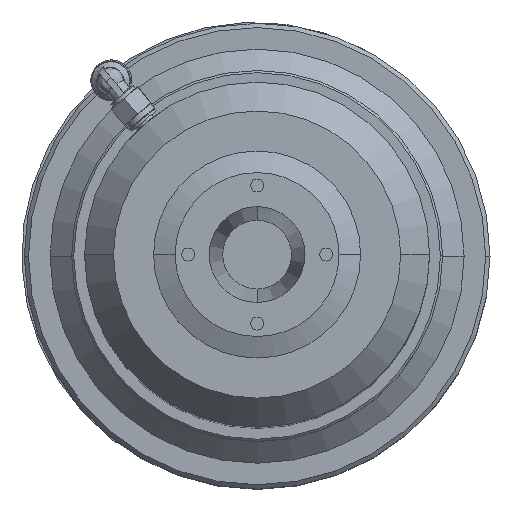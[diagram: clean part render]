
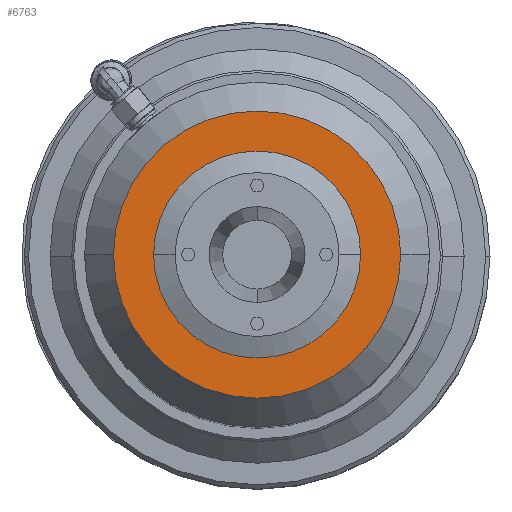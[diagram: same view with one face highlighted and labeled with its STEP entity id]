
A CAD part, top view. The second image highlights one B-rep face of the part: STEP entity #6763.
In plain terms, the highlighted face is planar.
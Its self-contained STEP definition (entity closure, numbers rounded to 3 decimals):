
#162 = DIRECTION ( 'NONE',  ( 0., 0., -1. ) ) ;
#653 = EDGE_LOOP ( 'NONE', ( #5794, #5466 ) ) ;
#679 = VERTEX_POINT ( 'NONE', #6594 ) ;
#955 = AXIS2_PLACEMENT_3D ( 'NONE', #1237, #10388, #9507 ) ;
#1237 = CARTESIAN_POINT ( 'NONE',  ( 5., 19.85, 0. ) ) ;
#1517 = CIRCLE ( 'NONE', #3545, 33.287 ) ;
#1634 = VERTEX_POINT ( 'NONE', #8259 ) ;
#2155 = CIRCLE ( 'NONE', #10904, 33.287 ) ;
#2191 = EDGE_LOOP ( 'NONE', ( #7382, #9083 ) ) ;
#2282 = EDGE_CURVE ( 'NONE', #2997, #679, #8364, .T. ) ;
#2350 = DIRECTION ( 'NONE',  ( 0., 0., -1. ) ) ;
#2997 = VERTEX_POINT ( 'NONE', #8252 ) ;
#3177 = DIRECTION ( 'NONE',  ( 0., 0., -1. ) ) ;
#3462 = VERTEX_POINT ( 'NONE', #8730 ) ;
#3545 = AXIS2_PLACEMENT_3D ( 'NONE', #6629, #9279, #162 ) ;
#4042 = AXIS2_PLACEMENT_3D ( 'NONE', #9780, #4396, #10698 ) ;
#4269 = FACE_OUTER_BOUND ( 'NONE', #2191, .T. ) ;
#4396 = DIRECTION ( 'NONE',  ( 1., 0., 0. ) ) ;
#5466 = ORIENTED_EDGE ( 'NONE', *, *, #2282, .T. ) ;
#5794 = ORIENTED_EDGE ( 'NONE', *, *, #11828, .T. ) ;
#5830 = CIRCLE ( 'NONE', #7905, 19.85 ) ;
#5888 = PLANE ( 'NONE',  #955 ) ;
#6594 = CARTESIAN_POINT ( 'NONE',  ( 5., 0., -19.85 ) ) ;
#6629 = CARTESIAN_POINT ( 'NONE',  ( 5., 0., 0. ) ) ;
#6763 = ADVANCED_FACE ( 'NONE', ( #9988, #4269 ), #5888, .T. ) ;
#7382 = ORIENTED_EDGE ( 'NONE', *, *, #7727, .F. ) ;
#7727 = EDGE_CURVE ( 'NONE', #1634, #3462, #1517, .T. ) ;
#7749 = CARTESIAN_POINT ( 'NONE',  ( 5., 0., 0. ) ) ;
#7885 = DIRECTION ( 'NONE',  ( 1., 0., 0. ) ) ;
#7905 = AXIS2_PLACEMENT_3D ( 'NONE', #10492, #7885, #2350 ) ;
#8252 = CARTESIAN_POINT ( 'NONE',  ( 5., 0., 19.85 ) ) ;
#8259 = CARTESIAN_POINT ( 'NONE',  ( 5., 0., -33.287 ) ) ;
#8364 = CIRCLE ( 'NONE', #4042, 19.85 ) ;
#8730 = CARTESIAN_POINT ( 'NONE',  ( 5., 0., 33.287 ) ) ;
#9083 = ORIENTED_EDGE ( 'NONE', *, *, #10671, .F. ) ;
#9279 = DIRECTION ( 'NONE',  ( 1., 0., 0. ) ) ;
#9507 = DIRECTION ( 'NONE',  ( 0., 0., 1. ) ) ;
#9780 = CARTESIAN_POINT ( 'NONE',  ( 5., 0., 0. ) ) ;
#9988 = FACE_BOUND ( 'NONE', #653, .T. ) ;
#10388 = DIRECTION ( 'NONE',  ( -1., 0., 0. ) ) ;
#10492 = CARTESIAN_POINT ( 'NONE',  ( 5., 0., 0. ) ) ;
#10671 = EDGE_CURVE ( 'NONE', #3462, #1634, #2155, .T. ) ;
#10698 = DIRECTION ( 'NONE',  ( 0., 0., -1. ) ) ;
#10904 = AXIS2_PLACEMENT_3D ( 'NONE', #7749, #11379, #3177 ) ;
#11379 = DIRECTION ( 'NONE',  ( 1., 0., 0. ) ) ;
#11828 = EDGE_CURVE ( 'NONE', #679, #2997, #5830, .T. ) ;
